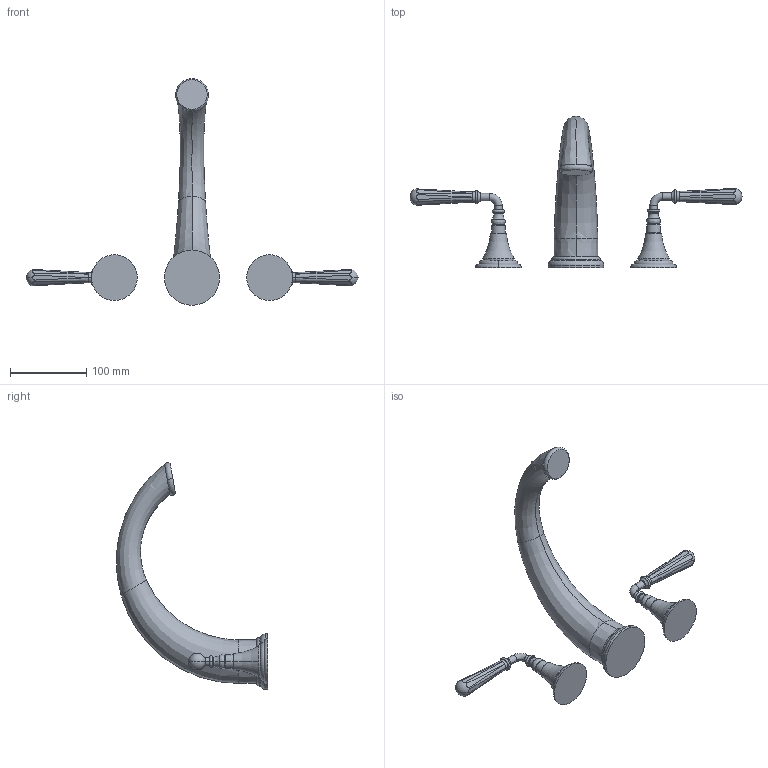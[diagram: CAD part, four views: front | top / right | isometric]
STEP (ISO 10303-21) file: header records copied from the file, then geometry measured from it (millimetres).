
FILE_DESCRIPTION((''),'2;1');
FILE_NAME('3-1746','2021-03-12T11:05:14',('jinson.thomas'),(''),'CREO PARAMETRIC BY PTC INC, 2018400','CREO PARAMETRIC BY PTC INC, 2018400','');
FILE_SCHEMA(('CONFIG_CONTROL_DESIGN'));
Length unit declared in the file: inch
Products named in the file (1): 3-1746
Bounding box: 434.72 x 198.07 x 296.66 mm (x, y, z)
Volume: 748715.9 mm3; surface area: 92540.6 mm2
Topology: 3 solids, 3 shells, 149 faces, 315 edges, 181 vertices
Faces by surface type: torus 48, plane 33, cylinder 30, bspline 26, cone 8, sphere 4
Entity records: 5157 total; most frequent: CARTESIAN_POINT 1971, DIRECTION 703, ORIENTED_EDGE 622, AXIS2_PLACEMENT_3D 315, EDGE_CURVE 311, CIRCLE 192, VERTEX_POINT 181, EDGE_LOOP 162
